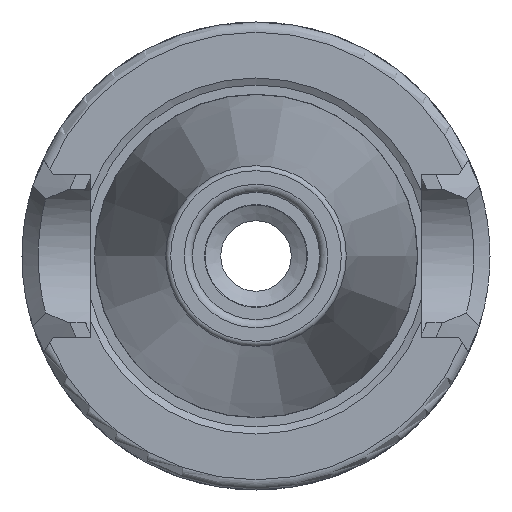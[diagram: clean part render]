
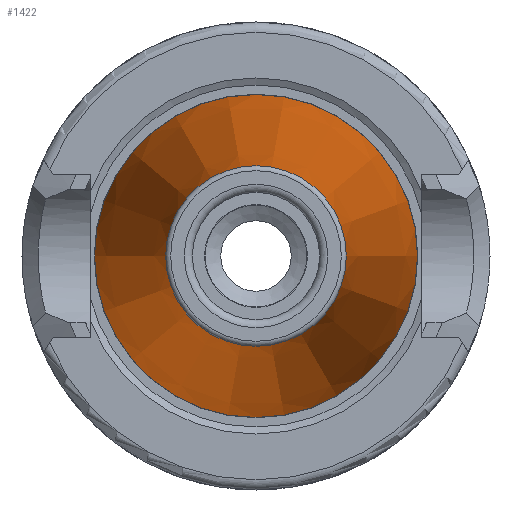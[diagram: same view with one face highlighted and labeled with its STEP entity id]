
A CAD part, left-side view. The second image highlights one B-rep face of the part: STEP entity #1422.
In plain terms, the highlighted conical face has half-angle 8.297 degrees and reference radius 12.377 mm.
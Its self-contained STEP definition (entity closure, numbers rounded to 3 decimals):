
#106=CONICAL_SURFACE('',#1616,12.377,0.145);
#177=FACE_OUTER_BOUND('',#258,.T.);
#258=EDGE_LOOP('',(#1276,#1277,#1278,#1279,#1280,#1281,#1282));
#335=LINE('',#2763,#405);
#405=VECTOR('',#2043,12.377);
#504=CIRCLE('',#1612,8.879);
#505=CIRCLE('',#1613,8.879);
#506=CIRCLE('',#1614,8.879);
#508=CIRCLE('',#1617,15.875);
#509=CIRCLE('',#1618,15.875);
#659=VERTEX_POINT('',#2751);
#660=VERTEX_POINT('',#2752);
#661=VERTEX_POINT('',#2754);
#662=VERTEX_POINT('',#2759);
#663=VERTEX_POINT('',#2760);
#871=EDGE_CURVE('',#659,#660,#504,.T.);
#872=EDGE_CURVE('',#661,#659,#505,.T.);
#873=EDGE_CURVE('',#660,#661,#506,.T.);
#875=EDGE_CURVE('',#662,#663,#508,.T.);
#876=EDGE_CURVE('',#663,#662,#509,.T.);
#877=EDGE_CURVE('',#663,#661,#335,.T.);
#1276=ORIENTED_EDGE('',*,*,#875,.F.);
#1277=ORIENTED_EDGE('',*,*,#876,.F.);
#1278=ORIENTED_EDGE('',*,*,#877,.T.);
#1279=ORIENTED_EDGE('',*,*,#872,.T.);
#1280=ORIENTED_EDGE('',*,*,#871,.T.);
#1281=ORIENTED_EDGE('',*,*,#873,.T.);
#1282=ORIENTED_EDGE('',*,*,#877,.F.);
#1422=ADVANCED_FACE('',(#177),#106,.T.);
#1612=AXIS2_PLACEMENT_3D('',#2753,#2029,#2030);
#1613=AXIS2_PLACEMENT_3D('',#2755,#2031,#2032);
#1614=AXIS2_PLACEMENT_3D('',#2756,#2033,#2034);
#1616=AXIS2_PLACEMENT_3D('',#2758,#2037,#2038);
#1617=AXIS2_PLACEMENT_3D('',#2761,#2039,#2040);
#1618=AXIS2_PLACEMENT_3D('',#2762,#2041,#2042);
#2029=DIRECTION('center_axis',(1.,0.,0.));
#2030=DIRECTION('ref_axis',(0.,0.,-1.));
#2031=DIRECTION('center_axis',(1.,0.,0.));
#2032=DIRECTION('ref_axis',(0.,0.,-1.));
#2033=DIRECTION('center_axis',(1.,0.,0.));
#2034=DIRECTION('ref_axis',(0.,0.,-1.));
#2037=DIRECTION('center_axis',(1.,0.,0.));
#2038=DIRECTION('ref_axis',(0.,1.,0.));
#2039=DIRECTION('center_axis',(1.,0.,0.));
#2040=DIRECTION('ref_axis',(0.,0.,-1.));
#2041=DIRECTION('center_axis',(1.,0.,0.));
#2042=DIRECTION('ref_axis',(0.,0.,-1.));
#2043=DIRECTION('',(-0.99,0.144,0.));
#2751=CARTESIAN_POINT('',(-47.972,8.879,0.));
#2752=CARTESIAN_POINT('',(-47.972,0.,8.879));
#2753=CARTESIAN_POINT('Origin',(-47.972,0.,
0.));
#2754=CARTESIAN_POINT('',(-47.972,-8.879,0.));
#2755=CARTESIAN_POINT('Origin',(-47.972,0.,
0.));
#2756=CARTESIAN_POINT('Origin',(-47.972,0.,
0.));
#2758=CARTESIAN_POINT('Origin',(-23.986,0.,
0.));
#2759=CARTESIAN_POINT('',(0.,15.875,0.));
#2760=CARTESIAN_POINT('',(0.,-15.875,0.));
#2761=CARTESIAN_POINT('Origin',(0.,0.,
0.));
#2762=CARTESIAN_POINT('Origin',(0.,0.,
0.));
#2763=CARTESIAN_POINT('',(-23.986,-12.377,0.));
